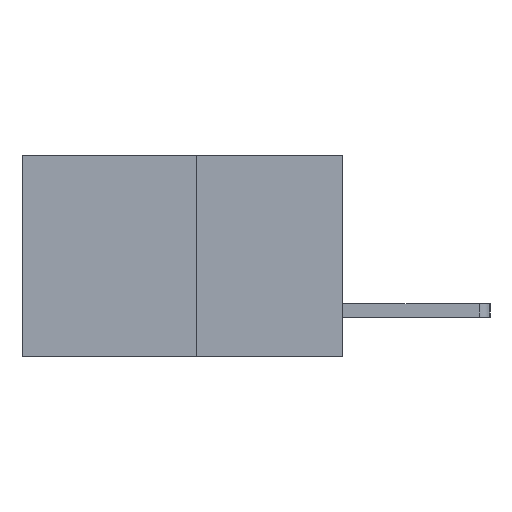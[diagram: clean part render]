
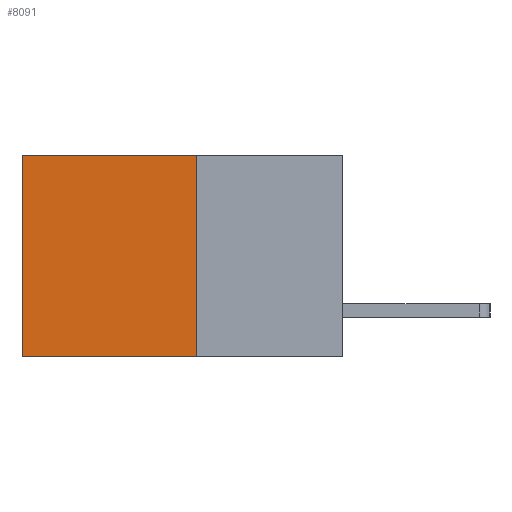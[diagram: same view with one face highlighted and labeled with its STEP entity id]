
A CAD part, left-side view. The second image highlights one B-rep face of the part: STEP entity #8091.
In plain terms, the highlighted planar face has unit normal (-1, 0, 0).
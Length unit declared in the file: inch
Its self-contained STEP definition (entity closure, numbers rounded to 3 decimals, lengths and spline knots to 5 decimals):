
#342 = VECTOR ( 'NONE', #9367, 39.37008 ) ;
#500 = VECTOR ( 'NONE', #6827, 39.37008 ) ;
#642 = EDGE_CURVE ( 'NONE', #8036, #1900, #6727, .T. ) ;
#894 = CARTESIAN_POINT ( 'NONE',  ( 0.277, 0.27, -0.37 ) ) ;
#1322 = DIRECTION ( 'NONE',  ( 0., 1., 0. ) ) ;
#1739 = LINE ( 'NONE', #7208, #10517 ) ;
#1900 = VERTEX_POINT ( 'NONE', #894 ) ;
#1975 = EDGE_CURVE ( 'NONE', #8036, #2203, #9351, .T. ) ;
#2203 = VERTEX_POINT ( 'NONE', #4932 ) ;
#2281 = ORIENTED_EDGE ( 'NONE', *, *, #1975, .T. ) ;
#2327 = CARTESIAN_POINT ( 'NONE',  ( 0.277, 0.27, -0.37 ) ) ;
#2670 = EDGE_CURVE ( 'NONE', #2203, #7689, #4903, .T. ) ;
#2765 = DIRECTION ( 'NONE',  ( 0., 0., -1. ) ) ;
#3257 = FACE_OUTER_BOUND ( 'NONE', #3670, .T. ) ;
#3670 = EDGE_LOOP ( 'NONE', ( #10256, #4260, #8604, #2281 ) ) ;
#4260 = ORIENTED_EDGE ( 'NONE', *, *, #10454, .F. ) ;
#4807 = AXIS2_PLACEMENT_3D ( 'NONE', #9156, #5118, #2765 ) ;
#4903 = LINE ( 'NONE', #9443, #342 ) ;
#4932 = CARTESIAN_POINT ( 'NONE',  ( 0.277, 0.59, 0. ) ) ;
#5073 = DIRECTION ( 'NONE',  ( 0., 0., -1. ) ) ;
#5118 = DIRECTION ( 'NONE',  ( 1., 0., 0. ) ) ;
#5914 = PLANE ( 'NONE',  #4807 ) ;
#6217 = VECTOR ( 'NONE', #5073, 39.37008 ) ;
#6727 = LINE ( 'NONE', #2327, #6217 ) ;
#6827 = DIRECTION ( 'NONE',  ( 0., 1., 0. ) ) ;
#7208 = CARTESIAN_POINT ( 'NONE',  ( 0.277, 0.27, -0.37 ) ) ;
#7532 = CARTESIAN_POINT ( 'NONE',  ( 0.277, 0.27, 0. ) ) ;
#7689 = VERTEX_POINT ( 'NONE', #7707 ) ;
#7707 = CARTESIAN_POINT ( 'NONE',  ( 0.277, 0.59, -0.37 ) ) ;
#8036 = VERTEX_POINT ( 'NONE', #7532 ) ;
#8091 = ADVANCED_FACE ( 'NONE', ( #3257 ), #5914, .F. ) ;
#8604 = ORIENTED_EDGE ( 'NONE', *, *, #642, .F. ) ;
#9156 = CARTESIAN_POINT ( 'NONE',  ( 0.277, 0.27, -0.37 ) ) ;
#9351 = LINE ( 'NONE', #10078, #500 ) ;
#9367 = DIRECTION ( 'NONE',  ( 0., 0., -1. ) ) ;
#9443 = CARTESIAN_POINT ( 'NONE',  ( 0.277, 0.59, -0.37 ) ) ;
#10078 = CARTESIAN_POINT ( 'NONE',  ( 0.277, 0.27, 0. ) ) ;
#10256 = ORIENTED_EDGE ( 'NONE', *, *, #2670, .T. ) ;
#10454 = EDGE_CURVE ( 'NONE', #1900, #7689, #1739, .T. ) ;
#10517 = VECTOR ( 'NONE', #1322, 39.37008 ) ;
